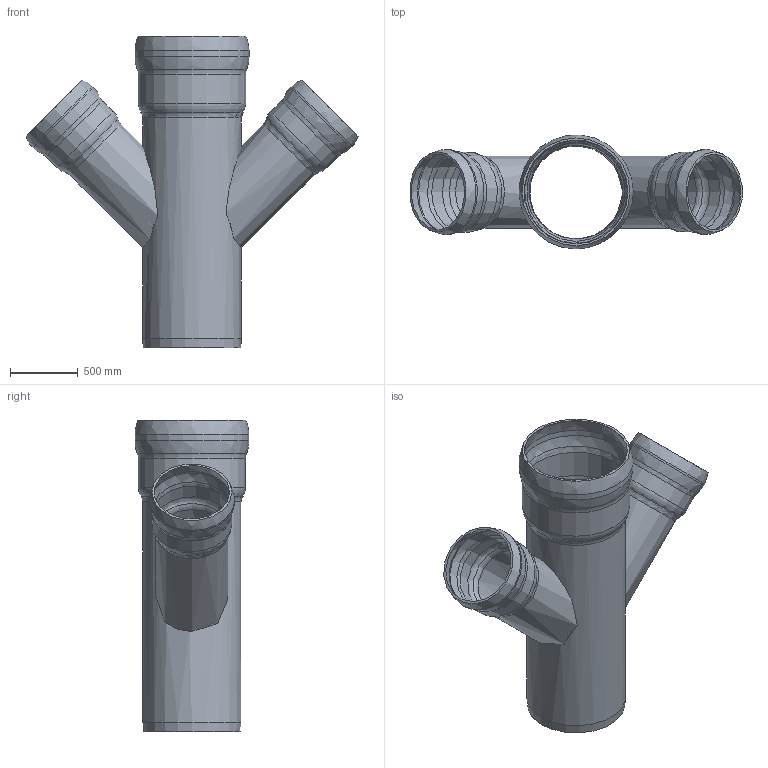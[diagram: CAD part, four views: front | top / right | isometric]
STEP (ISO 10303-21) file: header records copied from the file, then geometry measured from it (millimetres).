
FILE_DESCRIPTION(/* description */ (''),/* implementation_level */ '2;1');
FILE_NAME(/* name */ '00280.CBBX_3D.stp',/* time_stamp */ '2024-12-11T12:41:33+01:00',/* author */ ('CAD'),/* organization */ (''),/* preprocessor_version */ 'ST-DEVELOPER v20',/* originating_system */ 'AutoCAD Mechanical',/* authorisation */ '');
FILE_SCHEMA (('AUTOMOTIVE_DESIGN { 1 0 10303 214 3 1 1 }'));
Length unit declared in the file: centimetre
Products named in the file (4): Product; *S0; *S2; *S1
Assembly tree (3 placements, depth 3):
  Product
    *S0
    *S2
      *S1
Bounding box: 2448.87 x 840.56 x 2300 mm (x, y, z)
Volume: 127181998.1 mm3; surface area: 16639768.8 mm2
Topology: 3 solids, 3 shells, 59 faces, 216 edges, 222 vertices
Faces by surface type: cylinder 22, torus 18, bspline 12, plane 4, cone 3
Full cylindrical faces by diameter (mm): 500 x4, 530 x2, 560 x2, 590 x2, 600 x2, 630 x2, 698 x1, 730 x1, 760 x1, 792 x1, 810 x1, 842 x1
Entity records: 3770 total; most frequent: CARTESIAN_POINT 1841, DIRECTION 455, ORIENTED_EDGE 310, AXIS2_PLACEMENT_3D 204, EDGE_CURVE 155, CIRCLE 150, VERTEX_POINT 100, EDGE_LOOP 67
